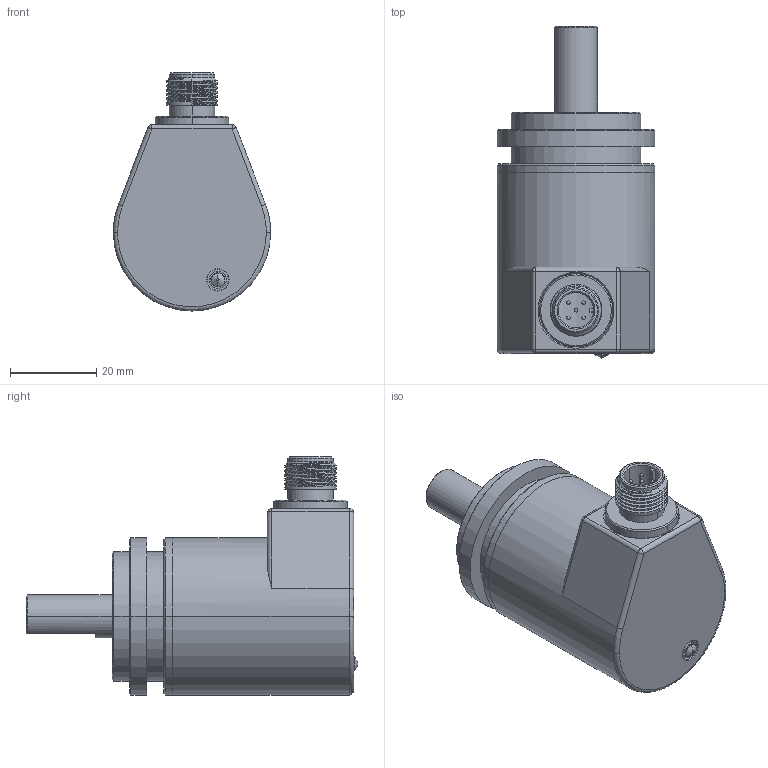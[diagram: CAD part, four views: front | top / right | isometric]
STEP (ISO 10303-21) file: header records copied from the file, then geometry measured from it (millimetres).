
FILE_DESCRIPTION (( 'STEP AP214' ), '1' );
FILE_NAME ('JDCM3601-AP俋倛芞.STEP', '2022-04-29T02:57:18', ( 'apple' ), ( '' ), 'SwSTEP 2.0', 'SolidWorks 2014', '' );
FILE_SCHEMA (( 'AUTOMOTIVE_DESIGN' ));
Length unit declared in the file: millimetre
Products named in the file (1): JDCM3601-AP俋倛芞
Bounding box: 36.5 x 77 x 55.25 mm (x, y, z)
Surface area: 14797.3 mm2 (no closed solid volume)
Topology: 0 solids, 15 shells, 167 faces, 434 edges, 276 vertices
Faces by surface type: cylinder 87, cone 37, plane 27, bspline 14, sphere 2
Entity records: 8030 total; most frequent: CARTESIAN_POINT 2233, DIRECTION 875, ORIENTED_EDGE 758, EDGE_CURVE 424, AXIS2_PLACEMENT_3D 362, VERTEX_POINT 276, CIRCLE 208, EDGE_LOOP 189
